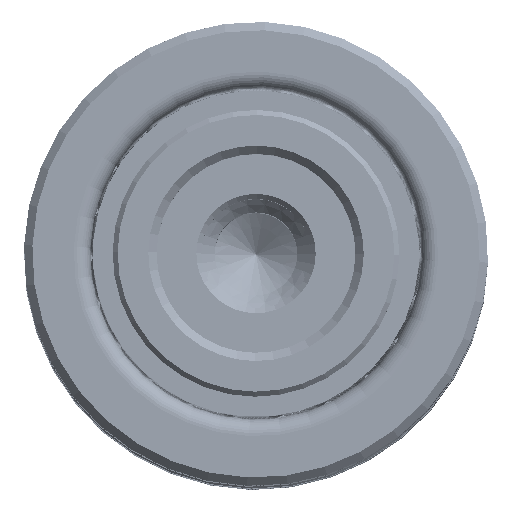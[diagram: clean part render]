
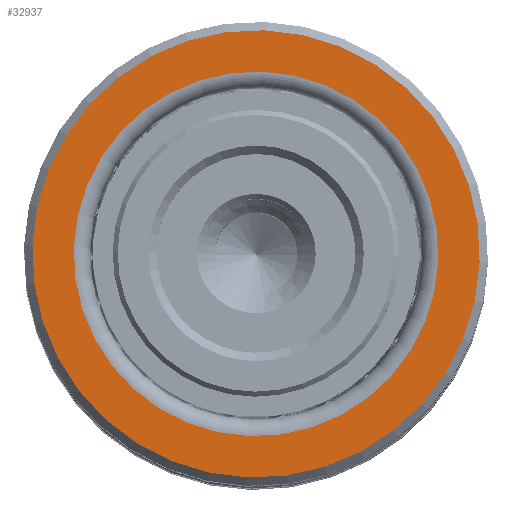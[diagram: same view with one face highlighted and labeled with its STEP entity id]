
A CAD part, top view. The second image highlights one B-rep face of the part: STEP entity #32937.
In plain terms, the highlighted face is planar.
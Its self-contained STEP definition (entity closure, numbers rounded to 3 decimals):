
#444 = ORIENTED_EDGE ( 'NONE', *, *, #15126, .T. ) ;
#2992 = CIRCLE ( 'NONE', #32105, 13.5 ) ;
#3423 = AXIS2_PLACEMENT_3D ( 'NONE', #33168, #15504, #36127 ) ;
#5509 = CARTESIAN_POINT ( 'NONE',  ( 0., 0., 0. ) ) ;
#7110 = VERTEX_POINT ( 'NONE', #8740 ) ;
#7225 = DIRECTION ( 'NONE',  ( 0., 0., -1. ) ) ;
#7964 = AXIS2_PLACEMENT_3D ( 'NONE', #32112, #14436, #35064 ) ;
#8740 = CARTESIAN_POINT ( 'NONE',  ( -11., 0., 0. ) ) ;
#8758 = EDGE_CURVE ( 'NONE', #34720, #33738, #2992, .T. ) ;
#10170 = CIRCLE ( 'NONE', #17430, 11. ) ;
#12652 = CIRCLE ( 'NONE', #7964, 13.5 ) ;
#14436 = DIRECTION ( 'NONE',  ( 0., 0., -1. ) ) ;
#14615 = ORIENTED_EDGE ( 'NONE', *, *, #28018, .T. ) ;
#15126 = EDGE_CURVE ( 'NONE', #7110, #25777, #26845, .T. ) ;
#15504 = DIRECTION ( 'NONE',  ( 0., 0., 1. ) ) ;
#16936 = DIRECTION ( 'NONE',  ( 0., 0., 1. ) ) ;
#17430 = AXIS2_PLACEMENT_3D ( 'NONE', #34614, #16936, #37574 ) ;
#17476 = DIRECTION ( 'NONE',  ( 0., 0., 1. ) ) ;
#18377 = CARTESIAN_POINT ( 'NONE',  ( 11., 0., 0. ) ) ;
#19523 = DIRECTION ( 'NONE',  ( 1., 0., 0. ) ) ;
#20897 = FACE_OUTER_BOUND ( 'NONE', #30700, .T. ) ;
#21025 = EDGE_LOOP ( 'NONE', ( #36537, #444 ) ) ;
#21652 = ORIENTED_EDGE ( 'NONE', *, *, #8758, .T. ) ;
#24888 = CARTESIAN_POINT ( 'NONE',  ( 0., 0., 0. ) ) ;
#25777 = VERTEX_POINT ( 'NONE', #18377 ) ;
#26845 = CIRCLE ( 'NONE', #3423, 11. ) ;
#27827 = FACE_BOUND ( 'NONE', #21025, .T. ) ;
#27851 = DIRECTION ( 'NONE',  ( 1., 0., 0. ) ) ;
#28018 = EDGE_CURVE ( 'NONE', #33738, #34720, #12652, .T. ) ;
#29395 = CARTESIAN_POINT ( 'NONE',  ( 13.5, 0., 0. ) ) ;
#30700 = EDGE_LOOP ( 'NONE', ( #14615, #21652 ) ) ;
#31243 = CARTESIAN_POINT ( 'NONE',  ( -13.5, 0., 0. ) ) ;
#32105 = AXIS2_PLACEMENT_3D ( 'NONE', #24888, #7225, #27851 ) ;
#32112 = CARTESIAN_POINT ( 'NONE',  ( 0., 0., 0. ) ) ;
#32937 = ADVANCED_FACE ( 'NONE', ( #27827, #20897 ), #35164, .F. ) ;
#32992 = AXIS2_PLACEMENT_3D ( 'NONE', #5509, #17476, #19523 ) ;
#33168 = CARTESIAN_POINT ( 'NONE',  ( 0., 0., 0. ) ) ;
#33738 = VERTEX_POINT ( 'NONE', #29395 ) ;
#34614 = CARTESIAN_POINT ( 'NONE',  ( 0., 0., 0. ) ) ;
#34720 = VERTEX_POINT ( 'NONE', #31243 ) ;
#35064 = DIRECTION ( 'NONE',  ( 1., 0., 0. ) ) ;
#35164 = PLANE ( 'NONE',  #32992 ) ;
#36127 = DIRECTION ( 'NONE',  ( 1., 0., 0. ) ) ;
#36537 = ORIENTED_EDGE ( 'NONE', *, *, #37603, .T. ) ;
#37574 = DIRECTION ( 'NONE',  ( 1., 0., 0. ) ) ;
#37603 = EDGE_CURVE ( 'NONE', #25777, #7110, #10170, .T. ) ;
